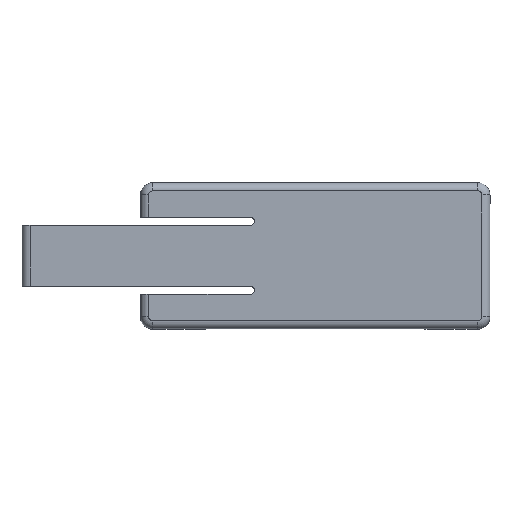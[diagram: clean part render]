
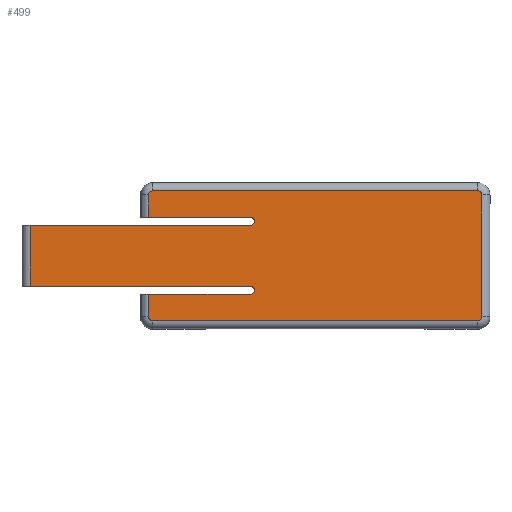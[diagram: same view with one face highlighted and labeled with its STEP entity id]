
A CAD part, top view. The second image highlights one B-rep face of the part: STEP entity #499.
In plain terms, the highlighted planar face has unit normal (0, 0, 1).
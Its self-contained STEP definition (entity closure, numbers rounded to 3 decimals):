
#45 = EDGE_CURVE ( 'NONE', #3440, #3413, #1239, .T. ) ;
#69 = VERTEX_POINT ( 'NONE', #933 ) ;
#110 = VECTOR ( 'NONE', #230, 1000. ) ;
#149 = DIRECTION ( 'NONE',  ( 0., 0., 1. ) ) ;
#229 = CARTESIAN_POINT ( 'NONE',  ( -15., -8.5, 3. ) ) ;
#230 = DIRECTION ( 'NONE',  ( 0., 1., 0. ) ) ;
#256 = AXIS2_PLACEMENT_3D ( 'NONE', #1186, #2353, #936 ) ;
#260 = CARTESIAN_POINT ( 'NONE',  ( 40., -15., 3. ) ) ;
#290 = CARTESIAN_POINT ( 'NONE',  ( -16., -7.5, 3. ) ) ;
#296 = CARTESIAN_POINT ( 'NONE',  ( 41., 15., 3. ) ) ;
#315 = EDGE_CURVE ( 'NONE', #2468, #2801, #1014, .T. ) ;
#324 = DIRECTION ( 'NONE',  ( 0., -1., 0. ) ) ;
#347 = VECTOR ( 'NONE', #578, 1000. ) ;
#352 = CARTESIAN_POINT ( 'NONE',  ( -43., 7.5, 3. ) ) ;
#446 = VECTOR ( 'NONE', #1428, 1000. ) ;
#486 = ORIENTED_EDGE ( 'NONE', *, *, #3389, .F. ) ;
#498 = VERTEX_POINT ( 'NONE', #290 ) ;
#499 = ADVANCED_FACE ( 'NONE', ( #575 ), #3743, .F. ) ;
#506 = DIRECTION ( 'NONE',  ( 0., 0., 1. ) ) ;
#511 = VERTEX_POINT ( 'NONE', #3750 ) ;
#548 = DIRECTION ( 'NONE',  ( 0., 0., 1. ) ) ;
#575 = FACE_OUTER_BOUND ( 'NONE', #3294, .T. ) ;
#578 = DIRECTION ( 'NONE',  ( 0., -1., 0. ) ) ;
#609 = VECTOR ( 'NONE', #707, 1000. ) ;
#667 = CIRCLE ( 'NONE', #1440, 1. ) ;
#707 = DIRECTION ( 'NONE',  ( -1., 0., 0. ) ) ;
#723 = AXIS2_PLACEMENT_3D ( 'NONE', #3312, #3393, #3631 ) ;
#740 = DIRECTION ( 'NONE',  ( 0., 0., -1. ) ) ;
#767 = CARTESIAN_POINT ( 'NONE',  ( -16., -8.5, 3. ) ) ;
#782 = ORIENTED_EDGE ( 'NONE', *, *, #2346, .T. ) ;
#795 = ORIENTED_EDGE ( 'NONE', *, *, #3713, .T. ) ;
#800 = VECTOR ( 'NONE', #2611, 1000. ) ;
#801 = AXIS2_PLACEMENT_3D ( 'NONE', #2167, #2128, #2750 ) ;
#814 = VERTEX_POINT ( 'NONE', #3024 ) ;
#888 = EDGE_CURVE ( 'NONE', #1503, #3440, #2236, .T. ) ;
#910 = CIRCLE ( 'NONE', #2887, 1. ) ;
#933 = CARTESIAN_POINT ( 'NONE',  ( -16., 7.5, 3. ) ) ;
#936 = DIRECTION ( 'NONE',  ( -1., 0., 0. ) ) ;
#973 = DIRECTION ( 'NONE',  ( 1., 0., 0. ) ) ;
#1010 = VERTEX_POINT ( 'NONE', #3633 ) ;
#1014 = LINE ( 'NONE', #3101, #1601 ) ;
#1020 = CARTESIAN_POINT ( 'NONE',  ( 40., 16., 3. ) ) ;
#1039 = VECTOR ( 'NONE', #2571, 1000. ) ;
#1065 = ORIENTED_EDGE ( 'NONE', *, *, #2155, .T. ) ;
#1073 = EDGE_CURVE ( 'NONE', #1657, #2205, #910, .T. ) ;
#1085 = EDGE_CURVE ( 'NONE', #814, #2468, #2376, .T. ) ;
#1110 = DIRECTION ( 'NONE',  ( -1., 0., 0. ) ) ;
#1186 = CARTESIAN_POINT ( 'NONE',  ( 40., 15., 3. ) ) ;
#1207 = CARTESIAN_POINT ( 'NONE',  ( -70.172, -7.5, 3. ) ) ;
#1214 = EDGE_CURVE ( 'NONE', #2526, #3413, #1774, .T. ) ;
#1239 = LINE ( 'NONE', #2533, #446 ) ;
#1258 = EDGE_CURVE ( 'NONE', #2666, #2004, #3026, .T. ) ;
#1291 = CARTESIAN_POINT ( 'NONE',  ( 0., 16., 3. ) ) ;
#1342 = CARTESIAN_POINT ( 'NONE',  ( -16., 8.5, 3. ) ) ;
#1428 = DIRECTION ( 'NONE',  ( 0., -1., 0. ) ) ;
#1440 = AXIS2_PLACEMENT_3D ( 'NONE', #260, #548, #2307 ) ;
#1503 = VERTEX_POINT ( 'NONE', #3320 ) ;
#1504 = LINE ( 'NONE', #1747, #347 ) ;
#1541 = VERTEX_POINT ( 'NONE', #3377 ) ;
#1549 = EDGE_CURVE ( 'NONE', #2526, #1541, #2096, .T. ) ;
#1566 = ORIENTED_EDGE ( 'NONE', *, *, #1258, .T. ) ;
#1601 = VECTOR ( 'NONE', #973, 1000. ) ;
#1613 = CARTESIAN_POINT ( 'NONE',  ( -40., 15., 3. ) ) ;
#1657 = VERTEX_POINT ( 'NONE', #229 ) ;
#1675 = DIRECTION ( 'NONE',  ( -1., 0., 0. ) ) ;
#1747 = CARTESIAN_POINT ( 'NONE',  ( -41., 0., 3. ) ) ;
#1774 = LINE ( 'NONE', #3744, #3112 ) ;
#1778 = ORIENTED_EDGE ( 'NONE', *, *, #1842, .T. ) ;
#1842 = EDGE_CURVE ( 'NONE', #3703, #814, #1504, .T. ) ;
#1926 = EDGE_CURVE ( 'NONE', #1541, #69, #2694, .T. ) ;
#1932 = LINE ( 'NONE', #1207, #1984 ) ;
#1967 = CARTESIAN_POINT ( 'NONE',  ( -41., 9.5, 3. ) ) ;
#1984 = VECTOR ( 'NONE', #324, 1000. ) ;
#1985 = CARTESIAN_POINT ( 'NONE',  ( -43., -9.5, 3. ) ) ;
#2004 = VERTEX_POINT ( 'NONE', #1020 ) ;
#2096 = CIRCLE ( 'NONE', #3022, 1. ) ;
#2128 = DIRECTION ( 'NONE',  ( 0., 0., -1. ) ) ;
#2154 = DIRECTION ( 'NONE',  ( -1., 0., 0. ) ) ;
#2155 = EDGE_CURVE ( 'NONE', #498, #1657, #3559, .T. ) ;
#2167 = CARTESIAN_POINT ( 'NONE',  ( -16., 8.5, 3. ) ) ;
#2205 = VERTEX_POINT ( 'NONE', #2925 ) ;
#2236 = CIRCLE ( 'NONE', #2689, 1. ) ;
#2249 = ORIENTED_EDGE ( 'NONE', *, *, #1214, .F. ) ;
#2258 = CARTESIAN_POINT ( 'NONE',  ( 41., 0., 3. ) ) ;
#2262 = CARTESIAN_POINT ( 'NONE',  ( -40., -15., 3. ) ) ;
#2294 = ORIENTED_EDGE ( 'NONE', *, *, #1549, .T. ) ;
#2307 = DIRECTION ( 'NONE',  ( -1., 0., 0. ) ) ;
#2346 = EDGE_CURVE ( 'NONE', #69, #2929, #3144, .T. ) ;
#2350 = ORIENTED_EDGE ( 'NONE', *, *, #2600, .T. ) ;
#2353 = DIRECTION ( 'NONE',  ( 0., 0., 1. ) ) ;
#2376 = CIRCLE ( 'NONE', #3083, 1. ) ;
#2391 = CARTESIAN_POINT ( 'NONE',  ( 40., -16., 3. ) ) ;
#2468 = VERTEX_POINT ( 'NONE', #2507 ) ;
#2471 = ORIENTED_EDGE ( 'NONE', *, *, #2708, .F. ) ;
#2507 = CARTESIAN_POINT ( 'NONE',  ( -40., -16., 3. ) ) ;
#2515 = ORIENTED_EDGE ( 'NONE', *, *, #315, .T. ) ;
#2526 = VERTEX_POINT ( 'NONE', #3429 ) ;
#2531 = DIRECTION ( 'NONE',  ( -1., 0., 0. ) ) ;
#2533 = CARTESIAN_POINT ( 'NONE',  ( -41., 0., 3. ) ) ;
#2541 = CARTESIAN_POINT ( 'NONE',  ( -70.172, 7.5, 3. ) ) ;
#2571 = DIRECTION ( 'NONE',  ( 1., 0., 0. ) ) ;
#2587 = LINE ( 'NONE', #1985, #1039 ) ;
#2600 = EDGE_CURVE ( 'NONE', #1010, #2666, #2968, .T. ) ;
#2611 = DIRECTION ( 'NONE',  ( -1., 0., 0. ) ) ;
#2634 = EDGE_CURVE ( 'NONE', #2801, #1010, #667, .T. ) ;
#2666 = VERTEX_POINT ( 'NONE', #296 ) ;
#2689 = AXIS2_PLACEMENT_3D ( 'NONE', #1613, #149, #2154 ) ;
#2694 = CIRCLE ( 'NONE', #801, 1. ) ;
#2708 = EDGE_CURVE ( 'NONE', #498, #511, #3506, .T. ) ;
#2746 = ORIENTED_EDGE ( 'NONE', *, *, #1085, .T. ) ;
#2750 = DIRECTION ( 'NONE',  ( -1., 0., 0. ) ) ;
#2764 = DIRECTION ( 'NONE',  ( -1., 0., 0. ) ) ;
#2798 = EDGE_CURVE ( 'NONE', #2929, #511, #1932, .T. ) ;
#2801 = VERTEX_POINT ( 'NONE', #2391 ) ;
#2819 = DIRECTION ( 'NONE',  ( 0., 0., -1. ) ) ;
#2860 = DIRECTION ( 'NONE',  ( -1., 0., 0. ) ) ;
#2873 = DIRECTION ( 'NONE',  ( -1., 0., 0. ) ) ;
#2887 = AXIS2_PLACEMENT_3D ( 'NONE', #767, #2819, #1675 ) ;
#2923 = ORIENTED_EDGE ( 'NONE', *, *, #888, .T. ) ;
#2925 = CARTESIAN_POINT ( 'NONE',  ( -16., -9.5, 3. ) ) ;
#2929 = VERTEX_POINT ( 'NONE', #2541 ) ;
#2959 = LINE ( 'NONE', #1291, #609 ) ;
#2968 = LINE ( 'NONE', #2258, #110 ) ;
#3022 = AXIS2_PLACEMENT_3D ( 'NONE', #1342, #740, #2764 ) ;
#3024 = CARTESIAN_POINT ( 'NONE',  ( -41., -15., 3. ) ) ;
#3026 = CIRCLE ( 'NONE', #256, 1. ) ;
#3047 = CARTESIAN_POINT ( 'NONE',  ( -41., -9.5, 3. ) ) ;
#3061 = VECTOR ( 'NONE', #2531, 1000. ) ;
#3083 = AXIS2_PLACEMENT_3D ( 'NONE', #2262, #506, #1110 ) ;
#3101 = CARTESIAN_POINT ( 'NONE',  ( 0., -16., 3. ) ) ;
#3112 = VECTOR ( 'NONE', #2873, 1000. ) ;
#3134 = ORIENTED_EDGE ( 'NONE', *, *, #1073, .T. ) ;
#3139 = CARTESIAN_POINT ( 'NONE',  ( -16., -8.5, 3. ) ) ;
#3143 = ORIENTED_EDGE ( 'NONE', *, *, #2634, .T. ) ;
#3144 = LINE ( 'NONE', #352, #3061 ) ;
#3228 = CARTESIAN_POINT ( 'NONE',  ( -43., -7.5, 3. ) ) ;
#3294 = EDGE_LOOP ( 'NONE', ( #486, #1778, #2746, #2515, #3143, #2350, #1566, #795, #2923, #3465, #2249, #2294, #3365, #782, #3695, #2471, #1065, #3134 ) ) ;
#3312 = CARTESIAN_POINT ( 'NONE',  ( 0., 0., 3. ) ) ;
#3320 = CARTESIAN_POINT ( 'NONE',  ( -40., 16., 3. ) ) ;
#3365 = ORIENTED_EDGE ( 'NONE', *, *, #1926, .T. ) ;
#3377 = CARTESIAN_POINT ( 'NONE',  ( -15., 8.5, 3. ) ) ;
#3389 = EDGE_CURVE ( 'NONE', #3703, #2205, #2587, .T. ) ;
#3393 = DIRECTION ( 'NONE',  ( 0., 0., -1. ) ) ;
#3413 = VERTEX_POINT ( 'NONE', #1967 ) ;
#3429 = CARTESIAN_POINT ( 'NONE',  ( -16., 9.5, 3. ) ) ;
#3440 = VERTEX_POINT ( 'NONE', #3741 ) ;
#3451 = DIRECTION ( 'NONE',  ( 0., 0., -1. ) ) ;
#3465 = ORIENTED_EDGE ( 'NONE', *, *, #45, .T. ) ;
#3506 = LINE ( 'NONE', #3228, #800 ) ;
#3559 = CIRCLE ( 'NONE', #3702, 1. ) ;
#3631 = DIRECTION ( 'NONE',  ( -1., 0., 0. ) ) ;
#3633 = CARTESIAN_POINT ( 'NONE',  ( 41., -15., 3. ) ) ;
#3695 = ORIENTED_EDGE ( 'NONE', *, *, #2798, .T. ) ;
#3702 = AXIS2_PLACEMENT_3D ( 'NONE', #3139, #3451, #2860 ) ;
#3703 = VERTEX_POINT ( 'NONE', #3047 ) ;
#3713 = EDGE_CURVE ( 'NONE', #2004, #1503, #2959, .T. ) ;
#3741 = CARTESIAN_POINT ( 'NONE',  ( -41., 15., 3. ) ) ;
#3743 = PLANE ( 'NONE',  #723 ) ;
#3744 = CARTESIAN_POINT ( 'NONE',  ( -15., 9.5, 3. ) ) ;
#3750 = CARTESIAN_POINT ( 'NONE',  ( -70.172, -7.5, 3. ) ) ;
